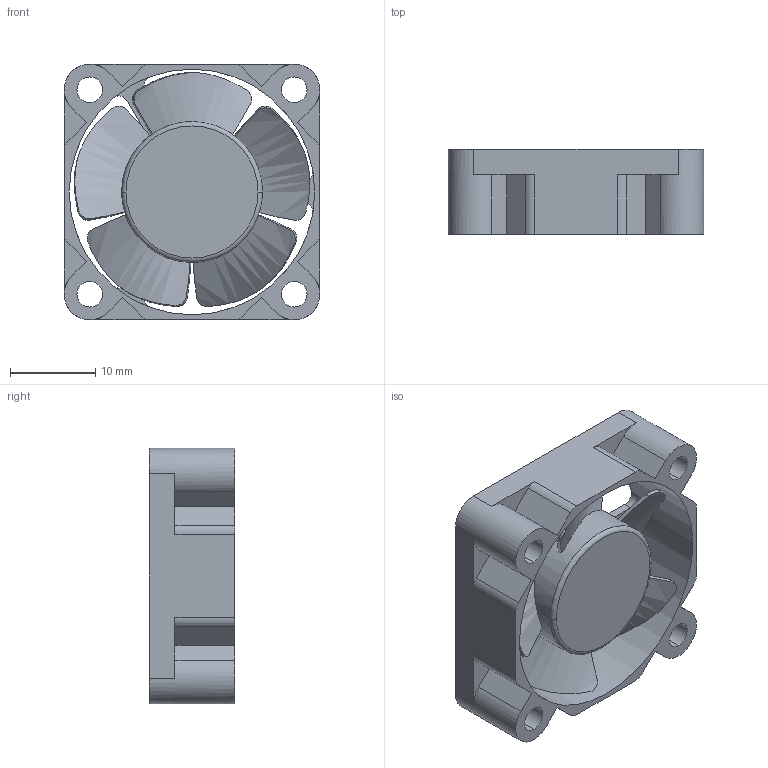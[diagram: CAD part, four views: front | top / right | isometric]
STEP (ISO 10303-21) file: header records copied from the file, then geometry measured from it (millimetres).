
FILE_DESCRIPTION (( 'STEP AP214' ), '1' );
FILE_NAME ('3010 HotEnd Fan.STEP', '2021-12-16T17:03:49', ( '' ), ( '' ), 'SwSTEP 2.0', 'SolidWorks 2020', '' );
FILE_SCHEMA (( 'AUTOMOTIVE_DESIGN' ));
Length unit declared in the file: inch
Products named in the file (1): 3010 HotEnd Fan
Bounding box: 30 x 10 x 30 mm (x, y, z)
Volume: 3905 mm3; surface area: 4896.7 mm2
Topology: 1 solids, 1 shells, 113 faces, 327 edges, 219 vertices
Faces by surface type: plane 39, cylinder 37, bspline 35, torus 2
Entity records: 7054 total; most frequent: CARTESIAN_POINT 4222, ORIENTED_EDGE 654, DIRECTION 478, EDGE_CURVE 327, VERTEX_POINT 219, AXIS2_PLACEMENT_3D 171, VECTOR 136, LINE 136
